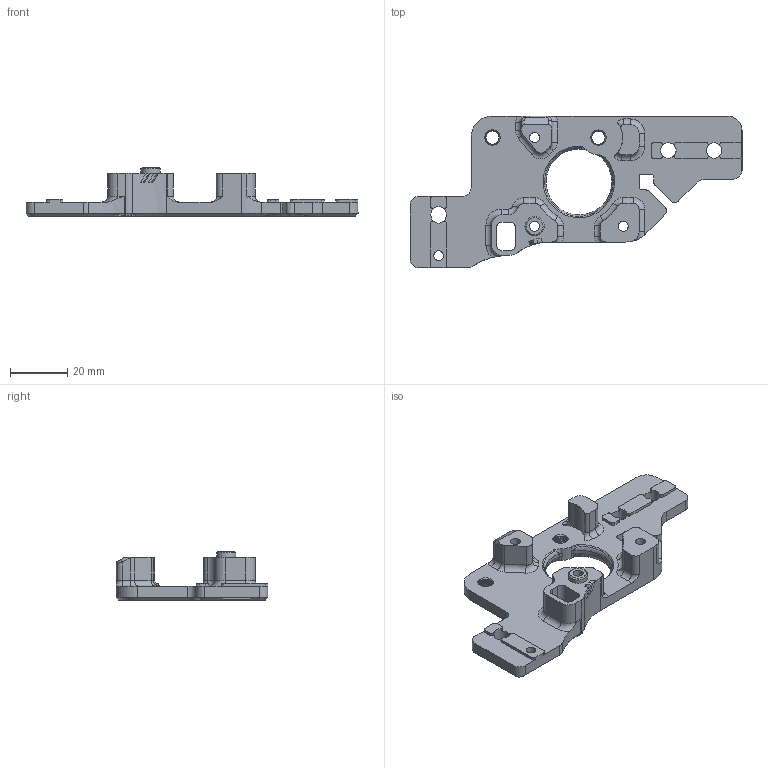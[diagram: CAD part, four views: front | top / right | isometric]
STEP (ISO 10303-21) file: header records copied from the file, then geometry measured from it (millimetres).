
FILE_DESCRIPTION(/* description */ ('STEP AP242','CAx-IF Rec.Pracs.---Representation and Presentation of Product Manufacturing Information (PMI)---4.0---2014-10-13','CAx-IF Rec.Pracs.---3D Tessellated Geometry---0.4---2014-09-14','2;1'),/* implementation_level */ '2;1');
FILE_NAME(/* name */ '031b9b8f-a69a-439e-a557-52cd9e6844c3',/* time_stamp */ '2023-03-09T22:19:42+00:00',/* author */ (''),/* organization */ (''),/* preprocessor_version */ 'ST-DEVELOPER v18.102',/* originating_system */ ' ',/* authorisation */ ' ');
FILE_SCHEMA (('AP242_MANAGED_MODEL_BASED_3D_ENGINEERING_MIM_LF { 1 0 10303 442 1 1 4 }'));
Length unit declared in the file: metre
Products named in the file (1): B Drive Frame Lower
Bounding box: 116 x 53.03 x 17 mm (x, y, z)
Volume: 22915.1 mm3; surface area: 12457.2 mm2
Topology: 1 solids, 1 shells, 349 faces, 906 edges, 566 vertices
Faces by surface type: plane 156, cylinder 101, bspline 35, cone 29, torus 28
Full cylindrical faces by diameter (mm): 3.4 x1, 3.5 x3, 5.4 x2, 6.7 x1
Entity records: 15944 total; most frequent: CARTESIAN_POINT 7587, ORIENTED_EDGE 1772, DIRECTION 1669, EDGE_CURVE 886, AXIS2_PLACEMENT_3D 598, VERTEX_POINT 562, LINE 473, VECTOR 473
